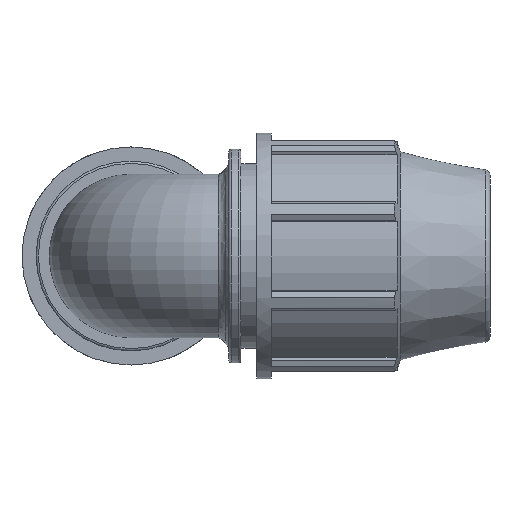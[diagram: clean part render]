
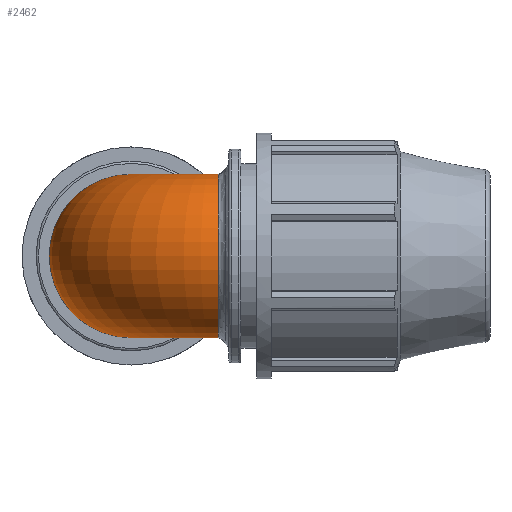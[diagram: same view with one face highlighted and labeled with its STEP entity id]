
A CAD part, front view. The second image highlights one B-rep face of the part: STEP entity #2462.
In plain terms, the highlighted toroidal (fillet/blend) face has major radius 19.2 mm and minor radius 18 mm.
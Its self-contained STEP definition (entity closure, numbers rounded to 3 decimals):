
#32=TOROIDAL_SURFACE('',#2686,19.2,18.);
#58=FACE_BOUND('',#391,.T.);
#231=FACE_OUTER_BOUND('',#390,.T.);
#390=EDGE_LOOP('',(#1979));
#391=EDGE_LOOP('',(#1980));
#522=CIRCLE('',#2679,18.);
#526=CIRCLE('',#2687,18.);
#1125=VERTEX_POINT('',#4114);
#1129=VERTEX_POINT('',#4126);
#1432=EDGE_CURVE('',#1125,#1125,#522,.T.);
#1436=EDGE_CURVE('',#1129,#1129,#526,.T.);
#1979=ORIENTED_EDGE('',*,*,#1432,.F.);
#1980=ORIENTED_EDGE('',*,*,#1436,.T.);
#2462=ADVANCED_FACE('',(#231,#58),#32,.T.);
#2679=AXIS2_PLACEMENT_3D('',#4115,#3266,#3267);
#2686=AXIS2_PLACEMENT_3D('',#4125,#3280,#3281);
#2687=AXIS2_PLACEMENT_3D('',#4127,#3282,#3283);
#3266=DIRECTION('center_axis',(1.,0.,0.));
#3267=DIRECTION('ref_axis',(0.,-1.,0.));
#3280=DIRECTION('center_axis',(0.,0.,1.));
#3281=DIRECTION('ref_axis',(1.,0.,0.));
#3282=DIRECTION('center_axis',(0.,-1.,0.));
#3283=DIRECTION('ref_axis',(-1.,0.,0.));
#4114=CARTESIAN_POINT('',(19.2,-18.,0.));
#4115=CARTESIAN_POINT('Origin',(19.2,0.,0.));
#4125=CARTESIAN_POINT('Origin',(19.2,19.2,0.));
#4126=CARTESIAN_POINT('',(18.,19.2,0.));
#4127=CARTESIAN_POINT('Origin',(0.,19.2,0.));
